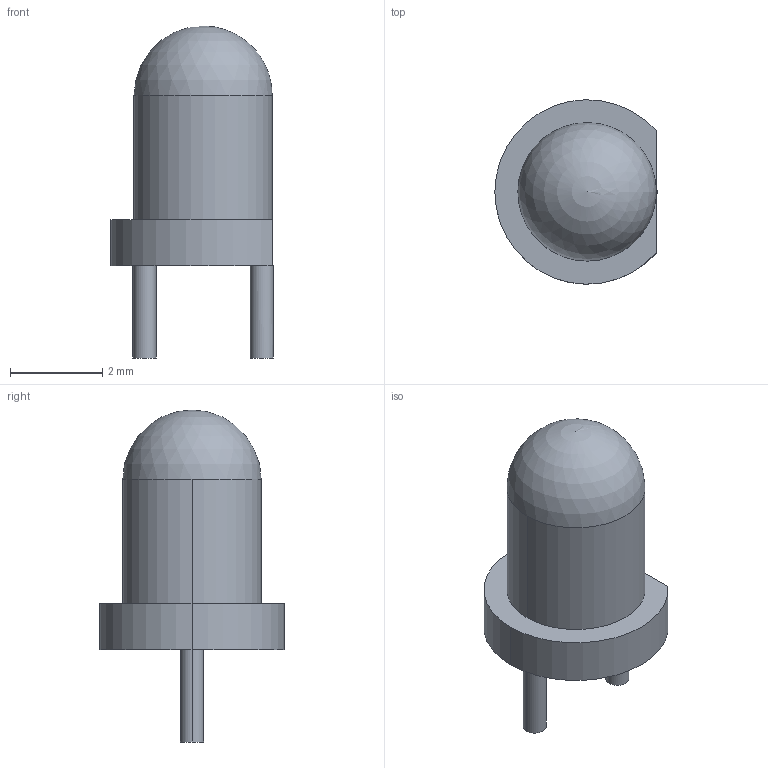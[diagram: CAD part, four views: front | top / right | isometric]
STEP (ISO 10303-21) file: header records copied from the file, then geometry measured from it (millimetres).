
FILE_DESCRIPTION (( 'STEP AP214' ), '1' );
FILE_NAME ('LED3_BLUE.STEP', '2008-07-31T12:54:20', ( 'j' ), ( '' ), 'SwSTEP 2.0', 'SolidWorks 2004231', '' );
FILE_SCHEMA (( 'AUTOMOTIVE_DESIGN' ));
Length unit declared in the file: millimetre
Products named in the file (1): LED3_BLUE
Bounding box: 3.52 x 4 x 7.2 mm (x, y, z)
Volume: 38.6 mm3; surface area: 74.4 mm2
Topology: 1 solids, 1 shells, 15 faces, 34 edges, 21 vertices
Faces by surface type: cylinder 8, plane 6, sphere 1
Entity records: 523 total; most frequent: DIRECTION 82, CARTESIAN_POINT 68, ORIENTED_EDGE 64, AXIS2_PLACEMENT_3D 34, EDGE_CURVE 32, VERTEX_POINT 20, CIRCLE 18, EDGE_LOOP 16
